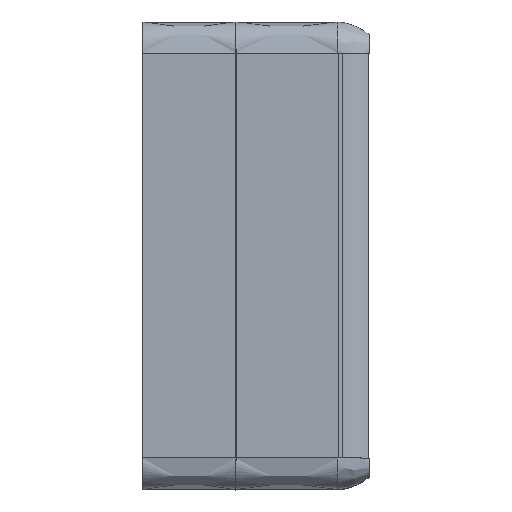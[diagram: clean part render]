
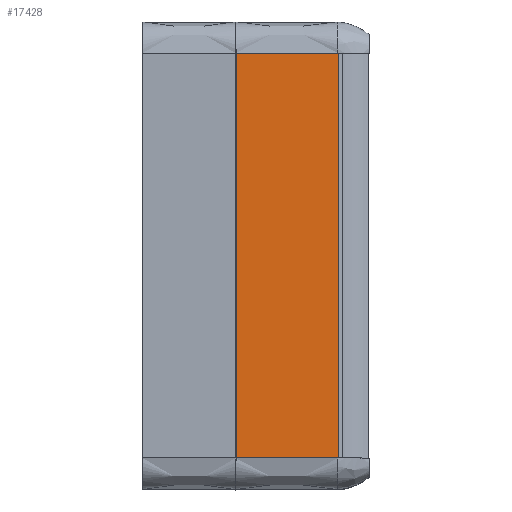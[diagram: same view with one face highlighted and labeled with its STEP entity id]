
A CAD part, top view. The second image highlights one B-rep face of the part: STEP entity #17428.
In plain terms, the highlighted planar face has unit normal (0, 0, 1).
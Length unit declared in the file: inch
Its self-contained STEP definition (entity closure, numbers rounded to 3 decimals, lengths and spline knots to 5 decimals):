
#1348 = VECTOR ( 'NONE', #83549, 39.37008 ) ;
#3033 = DIRECTION ( 'NONE',  ( 1., 0., 0. ) ) ;
#8009 = EDGE_CURVE ( 'NONE', #46432, #20625, #35533, .T. ) ;
#8373 = CARTESIAN_POINT ( 'NONE',  ( 9.29706, 9.37434, -16.8499 ) ) ;
#11383 = EDGE_CURVE ( 'NONE', #34465, #30400, #67760, .T. ) ;
#13851 = DIRECTION ( 'NONE',  ( -1., 0., 0. ) ) ;
#17269 = LINE ( 'NONE', #24041, #51071 ) ;
#17428 = ADVANCED_FACE ( 'NONE', ( #63553 ), #57678, .T. ) ;
#18589 = ORIENTED_EDGE ( 'NONE', *, *, #11383, .F. ) ;
#19037 = EDGE_LOOP ( 'NONE', ( #77787, #50685, #35458, #18589 ) ) ;
#20625 = VERTEX_POINT ( 'NONE', #44990 ) ;
#20812 = AXIS2_PLACEMENT_3D ( 'NONE', #71212, #64878, #3033 ) ;
#22656 = EDGE_CURVE ( 'NONE', #20625, #34465, #17269, .T. ) ;
#24041 = CARTESIAN_POINT ( 'NONE',  ( 9.29706, 9.53249, -16.8499 ) ) ;
#25800 = CARTESIAN_POINT ( 'NONE',  ( 13.14736, 9.37434, -16.8499 ) ) ;
#26249 = DIRECTION ( 'NONE',  ( 1., 0., 0. ) ) ;
#30400 = VERTEX_POINT ( 'NONE', #41212 ) ;
#34465 = VERTEX_POINT ( 'NONE', #8373 ) ;
#35458 = ORIENTED_EDGE ( 'NONE', *, *, #36161, .T. ) ;
#35533 = LINE ( 'NONE', #63048, #39347 ) ;
#36161 = EDGE_CURVE ( 'NONE', #46432, #30400, #41129, .T. ) ;
#39347 = VECTOR ( 'NONE', #13851, 39.37008 ) ;
#41129 = LINE ( 'NONE', #62770, #1348 ) ;
#41212 = CARTESIAN_POINT ( 'NONE',  ( 13.18378, 9.37434, -16.8499 ) ) ;
#44990 = CARTESIAN_POINT ( 'NONE',  ( 9.29706, -5.91637, -16.8499 ) ) ;
#46432 = VERTEX_POINT ( 'NONE', #51243 ) ;
#50685 = ORIENTED_EDGE ( 'NONE', *, *, #8009, .F. ) ;
#51071 = VECTOR ( 'NONE', #65543, 39.37008 ) ;
#51243 = CARTESIAN_POINT ( 'NONE',  ( 13.18378, -5.91637, -16.8499 ) ) ;
#57678 = PLANE ( 'NONE',  #20812 ) ;
#62770 = CARTESIAN_POINT ( 'NONE',  ( 13.18378, 9.53249, -16.8499 ) ) ;
#63048 = CARTESIAN_POINT ( 'NONE',  ( 13.18378, -5.91637, -16.8499 ) ) ;
#63553 = FACE_OUTER_BOUND ( 'NONE', #19037, .T. ) ;
#64878 = DIRECTION ( 'NONE',  ( 0., 0., 1. ) ) ;
#65543 = DIRECTION ( 'NONE',  ( 0., 1., 0. ) ) ;
#67760 = LINE ( 'NONE', #25800, #84447 ) ;
#71212 = CARTESIAN_POINT ( 'NONE',  ( 13.18378, 9.53249, -16.8499 ) ) ;
#77787 = ORIENTED_EDGE ( 'NONE', *, *, #22656, .F. ) ;
#83549 = DIRECTION ( 'NONE',  ( 0., 1., 0. ) ) ;
#84447 = VECTOR ( 'NONE', #26249, 39.37008 ) ;
